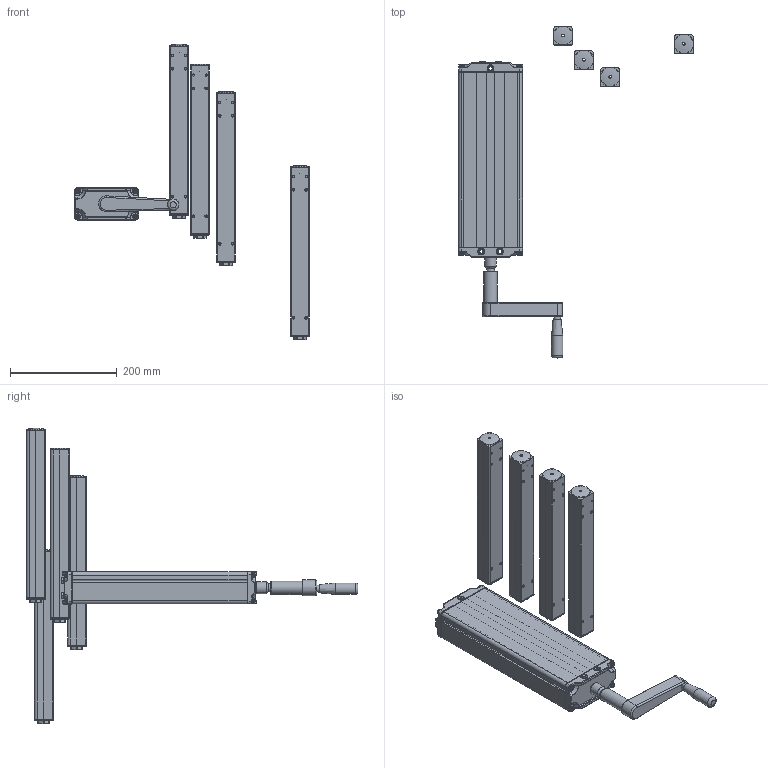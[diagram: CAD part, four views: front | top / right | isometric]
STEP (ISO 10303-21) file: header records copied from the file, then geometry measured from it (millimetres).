
FILE_DESCRIPTION(/* description */ ('Hydrauliksystem LA 200 W - 4 - manuell'),/* implementation_level */ '2;1');
FILE_NAME(/* name */ '270122-4S.step',/* time_stamp */ '2021-08-27T15:16:12+02:00',/* author */ ('MuellerJ'),/* organization */ (''),/* preprocessor_version */ 'ST-DEVELOPER v18.1',/* originating_system */ 'Autodesk Inventor 2021',/* authorisation */ '');
FILE_SCHEMA (('AUTOMOTIVE_DESIGN { 1 0 10303 214 3 1 1 }'));
Length unit declared in the file: millimetre
Products named in the file (22): leer; leer_1; leer_2; leer_3; leer_4; leer_5; leer_6; leer_7; leer_8; leer_9; leer_10; leer_11; leer_12; leer_13; leer_14; leer_15; leer_16; leer_17; leer_18; leer_19; leer_20; leer_21
Assembly tree (33 placements, depth 4):
  leer
    leer_1
      leer_2
      leer_3
        leer_4
        leer_5  x4
        leer_6  x4
      leer_7
        leer_8
        leer_9  x4
        leer_10
        leer_11
        leer_12
    leer_13
    leer_14  x4
      leer_15
      leer_16
      leer_17
      leer_18
      leer_19
      leer_20
      leer_21
Bounding box: 440.59 x 622.03 x 553.58 mm (x, y, z)
Volume: 1448496.5 mm3; surface area: 849260.7 mm2
Topology: 47 solids, 47 shells, 1900 faces, 4430 edges, 2578 vertices
Faces by surface type: plane 735, cylinder 453, cone 352, torus 184, bspline 128, sphere 48
Full cylindrical faces by diameter (mm): 3.1 x1, 3.242 x1, 4 x24, 4.1 x4, 4.134 x16, 5 x12, 5.8 x8, 6.647 x4, 6.8 x3, 8 x4, 8.376 x4, 9.8 x8, 10 x2, 13 x1, 14 x2, 15 x1, 17.3 x4, 17.5 x6, 18 x2, 19 x4, 20.8 x12, 21 x4, 21.5 x1, 22 x1, 25 x5, 28.3 x4, 30.4 x4, 36 x4
Entity records: 27513 total; most frequent: CARTESIAN_POINT 7466, DIRECTION 4323, ORIENTED_EDGE 3848, EDGE_CURVE 1924, AXIS2_PLACEMENT_3D 1698, VERTEX_POINT 1135, LINE 927, VECTOR 927
